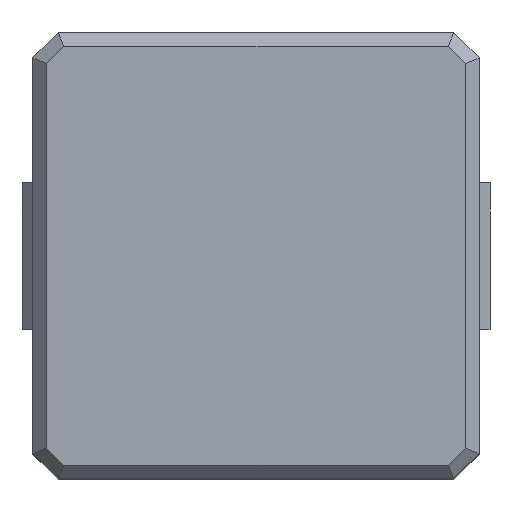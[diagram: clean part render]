
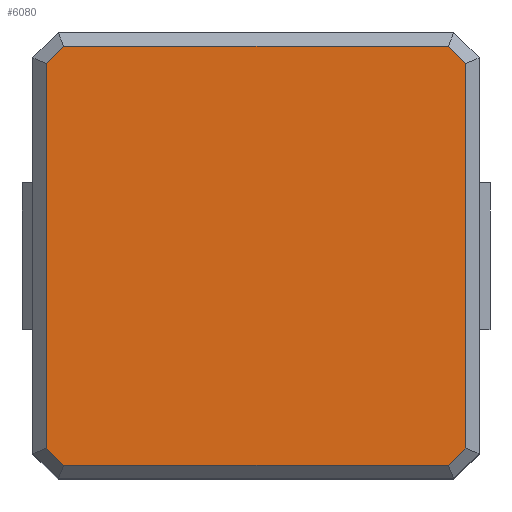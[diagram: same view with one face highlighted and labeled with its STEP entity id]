
A CAD part, top view. The second image highlights one B-rep face of the part: STEP entity #6080.
In plain terms, the highlighted planar face has unit normal (0, 0, 1).
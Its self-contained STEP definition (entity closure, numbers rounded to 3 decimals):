
#551=PLANE('',#6461);
#724=FACE_OUTER_BOUND('',#1066,.T.);
#1066=EDGE_LOOP('',(#4596,#4597,#4598,#4599,#4600,#4601,#4602,#4603));
#1588=LINE('',#9004,#2159);
#1589=LINE('',#9006,#2160);
#1590=LINE('',#9008,#2161);
#1591=LINE('',#9010,#2162);
#1592=LINE('',#9012,#2163);
#1593=LINE('',#9014,#2164);
#1594=LINE('',#9016,#2165);
#1595=LINE('',#9017,#2166);
#2159=VECTOR('',#6961,10.);
#2160=VECTOR('',#6962,10.);
#2161=VECTOR('',#6963,10.);
#2162=VECTOR('',#6964,10.);
#2163=VECTOR('',#6965,10.);
#2164=VECTOR('',#6966,10.);
#2165=VECTOR('',#6967,10.);
#2166=VECTOR('',#6968,10.);
#2864=VERTEX_POINT('',#9002);
#2865=VERTEX_POINT('',#9003);
#2866=VERTEX_POINT('',#9005);
#2867=VERTEX_POINT('',#9007);
#2868=VERTEX_POINT('',#9009);
#2869=VERTEX_POINT('',#9011);
#2870=VERTEX_POINT('',#9013);
#2871=VERTEX_POINT('',#9015);
#3539=EDGE_CURVE('',#2864,#2865,#1588,.T.);
#3540=EDGE_CURVE('',#2866,#2864,#1589,.T.);
#3541=EDGE_CURVE('',#2867,#2866,#1590,.T.);
#3542=EDGE_CURVE('',#2868,#2867,#1591,.T.);
#3543=EDGE_CURVE('',#2869,#2868,#1592,.T.);
#3544=EDGE_CURVE('',#2870,#2869,#1593,.T.);
#3545=EDGE_CURVE('',#2871,#2870,#1594,.T.);
#3546=EDGE_CURVE('',#2865,#2871,#1595,.T.);
#4596=ORIENTED_EDGE('',*,*,#3539,.F.);
#4597=ORIENTED_EDGE('',*,*,#3540,.F.);
#4598=ORIENTED_EDGE('',*,*,#3541,.F.);
#4599=ORIENTED_EDGE('',*,*,#3542,.F.);
#4600=ORIENTED_EDGE('',*,*,#3543,.F.);
#4601=ORIENTED_EDGE('',*,*,#3544,.F.);
#4602=ORIENTED_EDGE('',*,*,#3545,.F.);
#4603=ORIENTED_EDGE('',*,*,#3546,.F.);
#6080=ADVANCED_FACE('',(#724),#551,.T.);
#6461=AXIS2_PLACEMENT_3D('',#9001,#6959,#6960);
#6959=DIRECTION('center_axis',(0.,0.,1.));
#6960=DIRECTION('ref_axis',(1.,0.,0.));
#6961=DIRECTION('',(-1.,0.,0.));
#6962=DIRECTION('',(-0.707,-0.707,0.));
#6963=DIRECTION('',(0.,-1.,0.));
#6964=DIRECTION('',(0.707,-0.707,0.));
#6965=DIRECTION('',(1.,0.,0.));
#6966=DIRECTION('',(0.707,0.707,0.));
#6967=DIRECTION('',(0.,1.,0.));
#6968=DIRECTION('',(-0.707,0.707,0.));
#9001=CARTESIAN_POINT('Origin',(0.,0.,30.));
#9002=CARTESIAN_POINT('',(28.172,-30.7,30.));
#9003=CARTESIAN_POINT('',(-28.172,-30.7,30.));
#9004=CARTESIAN_POINT('',(-16.35,-30.7,30.));
#9005=CARTESIAN_POINT('',(30.7,-28.172,30.));
#9006=CARTESIAN_POINT('',(29.436,-29.436,30.));
#9007=CARTESIAN_POINT('',(30.7,28.172,30.));
#9008=CARTESIAN_POINT('',(30.7,-16.35,30.));
#9009=CARTESIAN_POINT('',(28.172,30.7,30.));
#9010=CARTESIAN_POINT('',(29.436,29.436,30.));
#9011=CARTESIAN_POINT('',(-28.172,30.7,30.));
#9012=CARTESIAN_POINT('',(16.35,30.7,30.));
#9013=CARTESIAN_POINT('',(-30.7,28.172,30.));
#9014=CARTESIAN_POINT('',(-29.436,29.436,30.));
#9015=CARTESIAN_POINT('',(-30.7,-28.172,30.));
#9016=CARTESIAN_POINT('',(-30.7,16.35,30.));
#9017=CARTESIAN_POINT('',(-29.436,-29.436,30.));
